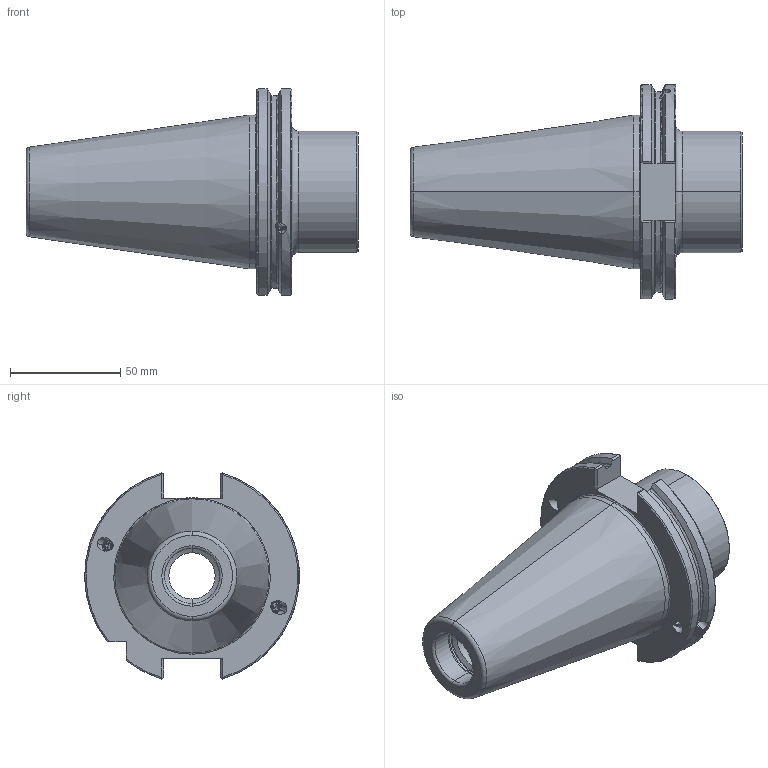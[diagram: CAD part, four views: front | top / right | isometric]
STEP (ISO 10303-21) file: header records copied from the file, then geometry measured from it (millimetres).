
FILE_DESCRIPTION (( 'STEP AP203' ), '1' );
FILE_NAME ('100.515.551C.STEP', '2018-03-12T12:25:41', ( 'SWIAdmin' ), ( 'Hewlett-Packard Company' ), 'SwSTEP 2.0', 'SolidWorks 2017', '' );
FILE_SCHEMA (( 'CONFIG_CONTROL_DESIGN' ));
Length unit declared in the file: millimetre
Products named in the file (4): ISO 4026 - M5 x 5_PreviewCfg; 100.515.551C; SB5-CA5.K01.049_B; KVT_MB_600_050
Assembly tree (5 placements, depth 2):
  100.515.551C
    SB5-CA5.K01.049_B
    KVT_MB_600_050  x2
    ISO 4026 - M5 x 5_PreviewCfg  x2
Bounding box: 150.7 x 97.44 x 93.51 mm (x, y, z)
Volume: 365000.1 mm3; surface area: 52700.7 mm2
Topology: 7 solids, 7 shells, 238 faces, 567 edges, 340 vertices
Faces by surface type: cone 90, cylinder 57, plane 57, torus 30, sphere 4
Entity records: 6423 total; most frequent: CARTESIAN_POINT 1519, DIRECTION 961, ORIENTED_EDGE 922, EDGE_CURVE 461, AXIS2_PLACEMENT_3D 385, VERTEX_POINT 281, EDGE_LOOP 204, FACE_OUTER_BOUND 191
